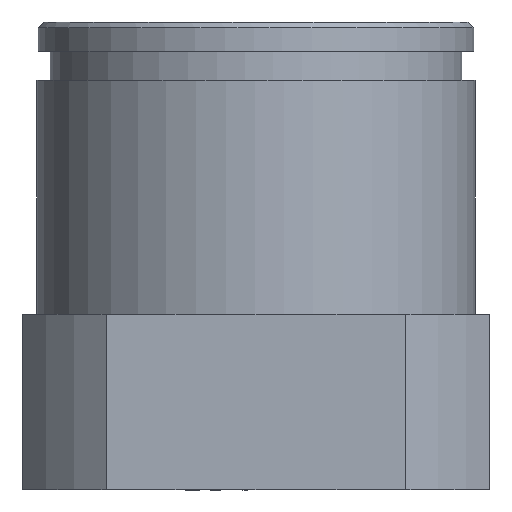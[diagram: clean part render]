
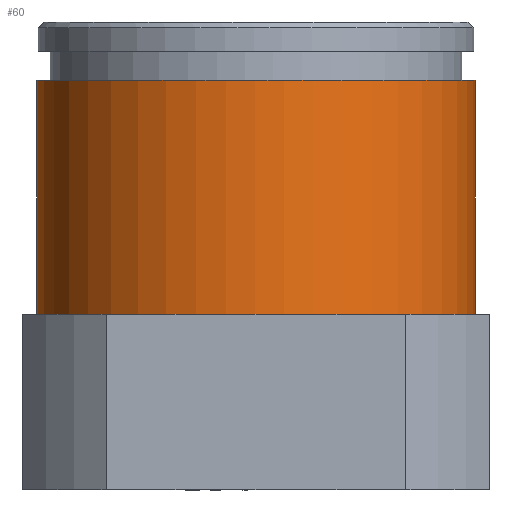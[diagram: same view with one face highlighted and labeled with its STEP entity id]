
A CAD part, front view. The second image highlights one B-rep face of the part: STEP entity #60.
In plain terms, the highlighted free-form (B-spline) face has degree [2, 1] with [5, 2] control points.
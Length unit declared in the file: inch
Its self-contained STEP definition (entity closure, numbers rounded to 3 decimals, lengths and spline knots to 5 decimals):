
#60=ADVANCED_FACE($,(#116),#726,.T.);
#116=FACE_OUTER_BOUND($,#174,.T.);
#174=EDGE_LOOP($,(#385,#386,#387,#388));
#385=ORIENTED_EDGE($,*,*,#572,.T.);
#386=ORIENTED_EDGE($,*,*,#471,.T.);
#387=ORIENTED_EDGE($,*,*,#574,.F.);
#388=ORIENTED_EDGE($,*,*,#573,.F.);
#471=EDGE_CURVE($,#608,#607,#745,.T.);
#572=EDGE_CURVE($,#666,#608,#868,.T.);
#573=EDGE_CURVE($,#666,#667,#806,.T.);
#574=EDGE_CURVE($,#667,#607,#869,.T.);
#607=VERTEX_POINT($,#2123);
#608=VERTEX_POINT($,#2124);
#666=VERTEX_POINT($,#2182);
#667=VERTEX_POINT($,#2183);
#726=(
BOUNDED_SURFACE()
B_SPLINE_SURFACE(2,1,((#1988,#1989),(#1990,#1991),(#1992,#1993),(#1994,#1995),
(#1996,#1997)),.UNSPECIFIED.,.F.,.F.,.F.)
B_SPLINE_SURFACE_WITH_KNOTS((3,2,3),(2,2),(3.14159,4.71239,
6.28319),(0.13514,0.53514),.UNSPECIFIED.)
GEOMETRIC_REPRESENTATION_ITEM()
RATIONAL_B_SPLINE_SURFACE(((1.,1.),(0.707,0.707),
(1.,1.),(0.707,0.707),(1.,1.)))
REPRESENTATION_ITEM($)
SURFACE()
);
#745=B_SPLINE_CURVE_WITH_KNOTS($,1,(#1007,#1008),.UNSPECIFIED.,.F.,.F.,(2,
2),(0.13514,0.53514),.UNSPECIFIED.);
#806=B_SPLINE_CURVE_WITH_KNOTS($,1,(#1464,#1465),.UNSPECIFIED.,.F.,.F.,(2,
2),(0.13514,0.53514),.UNSPECIFIED.);
#868=(
BOUNDED_CURVE()
B_SPLINE_CURVE(2,(#1459,#1460,#1461,#1462,#1463),.UNSPECIFIED.,.F.,.F.)
B_SPLINE_CURVE_WITH_KNOTS((3,2,3),(3.14159,4.71239,6.28319),
.UNSPECIFIED.)
CURVE()
GEOMETRIC_REPRESENTATION_ITEM()
RATIONAL_B_SPLINE_CURVE((1.,0.707,1.,0.707,1.))
REPRESENTATION_ITEM($)
);
#869=(
BOUNDED_CURVE()
B_SPLINE_CURVE(2,(#1466,#1467,#1468,#1469,#1470),.UNSPECIFIED.,.F.,.F.)
B_SPLINE_CURVE_WITH_KNOTS((3,2,3),(3.14159,4.71239,6.28319),
.UNSPECIFIED.)
CURVE()
GEOMETRIC_REPRESENTATION_ITEM()
RATIONAL_B_SPLINE_CURVE((1.,0.707,1.,0.707,1.))
REPRESENTATION_ITEM($)
);
#1007=CARTESIAN_POINT($,(-0.375,0.,0.7));
#1008=CARTESIAN_POINT($,(-0.375,0.,0.3));
#1459=CARTESIAN_POINT($,(0.375,0.,0.7));
#1460=CARTESIAN_POINT($,(0.375,-0.375,0.7));
#1461=CARTESIAN_POINT($,(0.,-0.375,0.7));
#1462=CARTESIAN_POINT($,(-0.375,-0.375,0.7));
#1463=CARTESIAN_POINT($,(-0.375,0.,0.7));
#1464=CARTESIAN_POINT($,(0.375,0.,0.7));
#1465=CARTESIAN_POINT($,(0.375,0.,0.3));
#1466=CARTESIAN_POINT($,(0.375,0.,0.3));
#1467=CARTESIAN_POINT($,(0.375,-0.375,0.3));
#1468=CARTESIAN_POINT($,(0.,-0.375,0.3));
#1469=CARTESIAN_POINT($,(-0.375,-0.375,0.3));
#1470=CARTESIAN_POINT($,(-0.375,0.,0.3));
#1988=CARTESIAN_POINT($,(0.375,0.,0.7));
#1989=CARTESIAN_POINT($,(0.375,0.,0.3));
#1990=CARTESIAN_POINT($,(0.375,-0.375,0.7));
#1991=CARTESIAN_POINT($,(0.375,-0.375,0.3));
#1992=CARTESIAN_POINT($,(0.,-0.375,0.7));
#1993=CARTESIAN_POINT($,(0.,-0.375,0.3));
#1994=CARTESIAN_POINT($,(-0.375,-0.375,0.7));
#1995=CARTESIAN_POINT($,(-0.375,-0.375,0.3));
#1996=CARTESIAN_POINT($,(-0.375,0.,0.7));
#1997=CARTESIAN_POINT($,(-0.375,0.,0.3));
#2123=CARTESIAN_POINT($,(-0.375,0.,0.3));
#2124=CARTESIAN_POINT($,(-0.375,0.,0.7));
#2182=CARTESIAN_POINT($,(0.375,0.,0.7));
#2183=CARTESIAN_POINT($,(0.375,0.,0.3));
